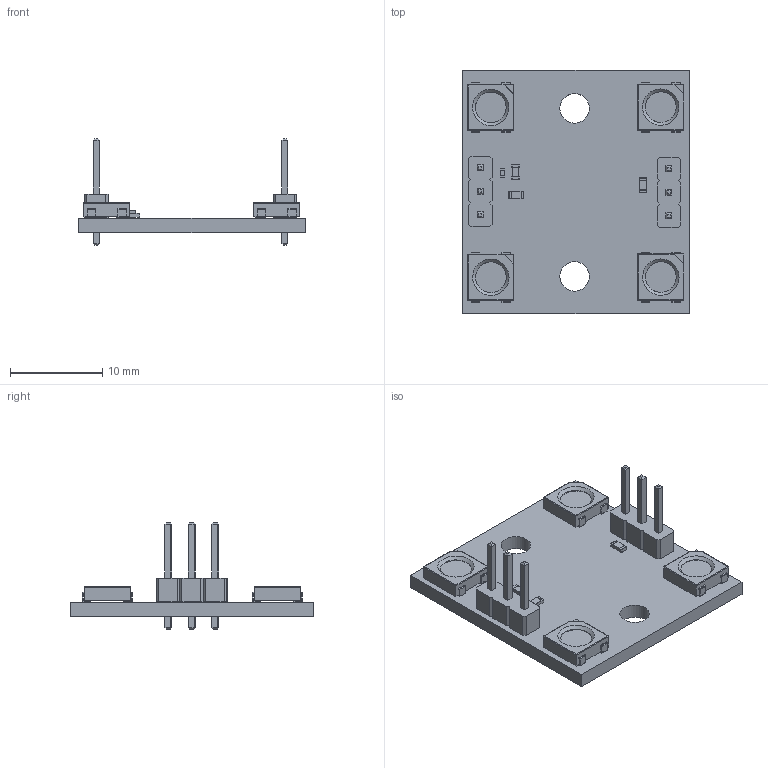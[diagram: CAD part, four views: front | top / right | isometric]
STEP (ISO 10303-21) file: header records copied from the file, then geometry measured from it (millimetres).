
FILE_DESCRIPTION(('KiCad electronic assembly'),'2;1');
FILE_NAME('square.step','2022-05-08T18:43:57',('Pcbnew'),('Kicad'), 'Open CASCADE STEP processor 7.6','KiCad to STEP converter','Unknown' );
FILE_SCHEMA(('AUTOMOTIVE_DESIGN { 1 0 10303 214 1 1 1 1 }'));
Length unit declared in the file: millimetre
Products named in the file (12): square 1; LED_WS2812B_PLCC4_5.0x5.0mm_P3.2mm; SOLID; R_0603_1608Metric; PinHeader_1x03_P2.54mm_Vertical; C_0603_1608Metric; C_0402_1005Metric; square PCB
Assembly tree (16 placements, depth 3):
  square 1
    LED_WS2812B_PLCC4_5.0x5.0mm_P3.2mm  x4
      SOLID
    R_0603_1608Metric  x2
      SOLID
    PinHeader_1x03_P2.54mm_Vertical  x2
      SOLID
    C_0603_1608Metric
      SOLID
    C_0402_1005Metric
      SOLID
    square PCB
Bounding box: 24.5 x 26.3 x 11.54 mm (x, y, z)
Volume: 1254.9 mm3; surface area: 2170.4 mm2
Topology: 11 solids, 11 shells, 546 faces, 1480 edges, 960 vertices
Faces by surface type: bspline 532, cylinder 8, plane 6
Full cylindrical faces by diameter (mm): 1 x6, 3.2 x2
Entity records: 15870 total; most frequent: CARTESIAN_POINT 5689, B_SPLINE_CURVE_WITH_KNOTS 1577, ORIENTED_EDGE 1258, PCURVE 1258, DEFINITIONAL_REPRESENTATION 1258, EDGE_CURVE 629, SURFACE_CURVE 619, VERTEX_POINT 408
